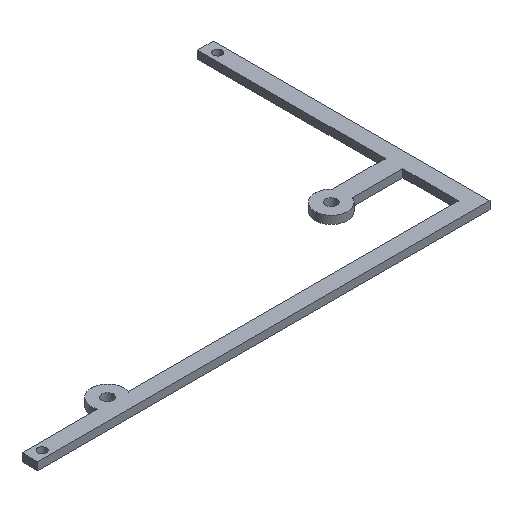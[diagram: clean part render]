
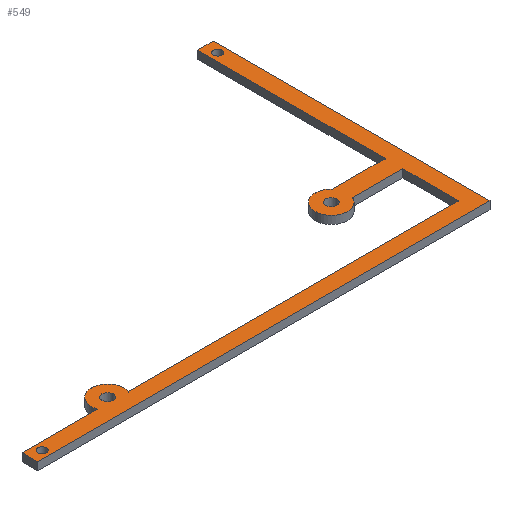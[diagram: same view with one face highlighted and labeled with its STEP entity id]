
A CAD part, isometric view. The second image highlights one B-rep face of the part: STEP entity #549.
In plain terms, the highlighted planar face has unit normal (0, 0, 1).
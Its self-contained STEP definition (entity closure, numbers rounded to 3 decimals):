
#62=CARTESIAN_POINT('',(67.329,1126.017,479.623));
#63=VERTEX_POINT('',#62);
#87=CARTESIAN_POINT('',(60.929,1126.017,479.623));
#88=VERTEX_POINT('',#87);
#89=CARTESIAN_POINT('',(64.129,1126.017,479.623));
#90=DIRECTION('',(-0.,0.,-1.));
#91=DIRECTION('',(-1.,0.,0.));
#92=AXIS2_PLACEMENT_3D('',#89,#90,#91);
#93=CIRCLE('',#92,3.2);
#94=EDGE_CURVE('',#88,#63,#93,.T.);
#96=CARTESIAN_POINT('',(64.129,1126.017,479.623));
#97=DIRECTION('',(-0.,0.,-1.));
#98=DIRECTION('',(-1.,0.,0.));
#99=AXIS2_PLACEMENT_3D('',#96,#97,#98);
#100=CIRCLE('',#99,3.2);
#101=EDGE_CURVE('',#63,#88,#100,.T.);
#113=CARTESIAN_POINT('',(227.329,1158.517,479.623));
#114=VERTEX_POINT('',#113);
#138=CARTESIAN_POINT('',(220.929,1158.517,479.623));
#139=VERTEX_POINT('',#138);
#140=CARTESIAN_POINT('',(224.129,1158.517,479.623));
#141=DIRECTION('',(-0.,0.,-1.));
#142=DIRECTION('',(-1.,0.,0.));
#143=AXIS2_PLACEMENT_3D('',#140,#141,#142);
#144=CIRCLE('',#143,3.2);
#145=EDGE_CURVE('',#139,#114,#144,.T.);
#147=CARTESIAN_POINT('',(224.129,1158.517,479.623));
#148=DIRECTION('',(-0.,0.,-1.));
#149=DIRECTION('',(-1.,0.,0.));
#150=AXIS2_PLACEMENT_3D('',#147,#148,#149);
#151=CIRCLE('',#150,3.2);
#152=EDGE_CURVE('',#114,#139,#151,.T.);
#162=CARTESIAN_POINT('',(12.331,1113.983,479.623));
#163=VERTEX_POINT('',#162);
#164=CARTESIAN_POINT('',(270.074,1113.983,479.623));
#165=VERTEX_POINT('',#164);
#166=CARTESIAN_POINT('',(12.331,1113.983,479.623));
#167=DIRECTION('',(1.,0.,-0.));
#168=VECTOR('',#167,257.743);
#169=LINE('',#166,#168);
#170=EDGE_CURVE('',#163,#165,#169,.T.);
#203=CARTESIAN_POINT('',(12.331,1122.983,479.623));
#204=VERTEX_POINT('',#203);
#205=CARTESIAN_POINT('',(12.331,1122.983,479.623));
#206=DIRECTION('',(0.,-1.,0.));
#207=VECTOR('',#206,9.);
#208=LINE('',#205,#207);
#209=EDGE_CURVE('',#204,#163,#208,.T.);
#234=CARTESIAN_POINT('',(55.444,1122.983,479.623));
#235=VERTEX_POINT('',#234);
#236=CARTESIAN_POINT('',(12.331,1122.983,479.623));
#237=DIRECTION('',(1.,0.,-0.));
#238=VECTOR('',#237,43.113);
#239=LINE('',#236,#238);
#240=EDGE_CURVE('',#204,#235,#239,.T.);
#264=CARTESIAN_POINT('',(64.129,1135.217,479.623));
#265=VERTEX_POINT('',#264);
#282=CARTESIAN_POINT('',(64.129,1126.017,479.623));
#283=DIRECTION('',(0.,0.,1.));
#284=DIRECTION('',(1.,0.,-0.));
#285=AXIS2_PLACEMENT_3D('',#282,#283,#284);
#286=CIRCLE('',#285,9.2);
#287=EDGE_CURVE('',#265,#235,#286,.T.);
#307=CARTESIAN_POINT('',(72.814,1122.983,479.623));
#308=VERTEX_POINT('',#307);
#315=CARTESIAN_POINT('',(261.074,1122.983,479.623));
#316=VERTEX_POINT('',#315);
#317=CARTESIAN_POINT('',(72.814,1122.983,479.623));
#318=DIRECTION('',(1.,0.,-0.));
#319=VECTOR('',#318,188.26);
#320=LINE('',#317,#319);
#321=EDGE_CURVE('',#308,#316,#320,.T.);
#346=CARTESIAN_POINT('',(261.074,1154.629,479.623));
#347=VERTEX_POINT('',#346);
#348=CARTESIAN_POINT('',(261.074,1122.983,479.623));
#349=DIRECTION('',(0.,1.,0.));
#350=VECTOR('',#349,31.647);
#351=LINE('',#348,#350);
#352=EDGE_CURVE('',#316,#347,#351,.T.);
#369=CARTESIAN_POINT('',(232.467,1154.629,479.623));
#370=VERTEX_POINT('',#369);
#371=CARTESIAN_POINT('',(232.467,1154.629,479.623));
#372=DIRECTION('',(1.,0.,-0.));
#373=VECTOR('',#372,28.607);
#374=LINE('',#371,#373);
#375=EDGE_CURVE('',#370,#347,#374,.T.);
#399=CARTESIAN_POINT('',(224.129,1167.717,479.623));
#400=VERTEX_POINT('',#399);
#417=CARTESIAN_POINT('',(224.129,1158.517,479.623));
#418=DIRECTION('',(0.,0.,1.));
#419=DIRECTION('',(1.,0.,-0.));
#420=AXIS2_PLACEMENT_3D('',#417,#418,#419);
#421=CIRCLE('',#420,9.2);
#422=EDGE_CURVE('',#400,#370,#421,.T.);
#442=CARTESIAN_POINT('',(230.936,1164.706,479.623));
#443=VERTEX_POINT('',#442);
#450=CARTESIAN_POINT('',(261.074,1164.706,479.623));
#451=VERTEX_POINT('',#450);
#452=CARTESIAN_POINT('',(230.936,1164.706,479.623));
#453=DIRECTION('',(1.,0.,-0.));
#454=VECTOR('',#453,30.138);
#455=LINE('',#452,#454);
#456=EDGE_CURVE('',#443,#451,#455,.T.);
#467=CARTESIAN_POINT('',(64.129,1281.017,479.623));
#468=DIRECTION('',(0.,0.,1.));
#469=DIRECTION('',(1.,0.,-0.));
#470=AXIS2_PLACEMENT_3D('',#467,#468,#469);
#471=PLANE('',#470);
#472=CARTESIAN_POINT('',(21.731,1118.483,479.623));
#473=VERTEX_POINT('',#472);
#474=CARTESIAN_POINT('',(19.331,1118.483,479.623));
#475=DIRECTION('',(0.,0.,1.));
#476=DIRECTION('',(1.,0.,-0.));
#477=AXIS2_PLACEMENT_3D('',#474,#475,#476);
#478=CIRCLE('',#477,2.4);
#479=EDGE_CURVE('',#473,#473,#478,.T.);
#480=ORIENTED_EDGE('',*,*,#479,.F.);
#481=EDGE_LOOP('',(#480));
#482=FACE_BOUND('',#481,.T.);
#483=CARTESIAN_POINT('',(267.974,1264.702,479.623));
#484=VERTEX_POINT('',#483);
#485=CARTESIAN_POINT('',(265.574,1264.702,479.623));
#486=DIRECTION('',(0.,0.,1.));
#487=DIRECTION('',(1.,0.,-0.));
#488=AXIS2_PLACEMENT_3D('',#485,#486,#487);
#489=CIRCLE('',#488,2.4);
#490=EDGE_CURVE('',#484,#484,#489,.T.);
#491=ORIENTED_EDGE('',*,*,#490,.F.);
#492=EDGE_LOOP('',(#491));
#493=FACE_BOUND('',#492,.T.);
#494=CARTESIAN_POINT('',(261.074,1271.702,479.623));
#495=VERTEX_POINT('',#494);
#496=CARTESIAN_POINT('',(270.074,1271.702,479.623));
#497=VERTEX_POINT('',#496);
#498=CARTESIAN_POINT('',(261.074,1271.702,479.623));
#499=DIRECTION('',(1.,0.,-0.));
#500=VECTOR('',#499,9.);
#501=LINE('',#498,#500);
#502=EDGE_CURVE('',#495,#497,#501,.T.);
#503=ORIENTED_EDGE('',*,*,#502,.F.);
#504=CARTESIAN_POINT('',(261.074,1164.706,479.623));
#505=DIRECTION('',(0.,1.,0.));
#506=VECTOR('',#505,106.996);
#507=LINE('',#504,#506);
#508=EDGE_CURVE('',#451,#495,#507,.T.);
#509=ORIENTED_EDGE('',*,*,#508,.F.);
#510=ORIENTED_EDGE('',*,*,#456,.F.);
#511=CARTESIAN_POINT('',(224.129,1158.517,479.623));
#512=DIRECTION('',(0.,0.,1.));
#513=DIRECTION('',(1.,0.,-0.));
#514=AXIS2_PLACEMENT_3D('',#511,#512,#513);
#515=CIRCLE('',#514,9.2);
#516=EDGE_CURVE('',#443,#400,#515,.T.);
#517=ORIENTED_EDGE('',*,*,#516,.T.);
#518=ORIENTED_EDGE('',*,*,#422,.T.);
#519=ORIENTED_EDGE('',*,*,#375,.T.);
#520=ORIENTED_EDGE('',*,*,#352,.F.);
#521=ORIENTED_EDGE('',*,*,#321,.F.);
#522=CARTESIAN_POINT('',(64.129,1126.017,479.623));
#523=DIRECTION('',(0.,0.,1.));
#524=DIRECTION('',(1.,0.,-0.));
#525=AXIS2_PLACEMENT_3D('',#522,#523,#524);
#526=CIRCLE('',#525,9.2);
#527=EDGE_CURVE('',#308,#265,#526,.T.);
#528=ORIENTED_EDGE('',*,*,#527,.T.);
#529=ORIENTED_EDGE('',*,*,#287,.T.);
#530=ORIENTED_EDGE('',*,*,#240,.F.);
#531=ORIENTED_EDGE('',*,*,#209,.T.);
#532=ORIENTED_EDGE('',*,*,#170,.T.);
#533=CARTESIAN_POINT('',(270.074,1271.702,479.623));
#534=DIRECTION('',(0.,-1.,0.));
#535=VECTOR('',#534,157.719);
#536=LINE('',#533,#535);
#537=EDGE_CURVE('',#497,#165,#536,.T.);
#538=ORIENTED_EDGE('',*,*,#537,.F.);
#539=EDGE_LOOP('',(#503,#509,#510,#517,#518,#519,#520,#521,#528,#529,#530,#531,#532,#538));
#540=FACE_BOUND('',#539,.T.);
#541=ORIENTED_EDGE('',*,*,#145,.T.);
#542=ORIENTED_EDGE('',*,*,#152,.T.);
#543=EDGE_LOOP('',(#541,#542));
#544=FACE_BOUND('',#543,.T.);
#545=ORIENTED_EDGE('',*,*,#94,.T.);
#546=ORIENTED_EDGE('',*,*,#101,.T.);
#547=EDGE_LOOP('',(#545,#546));
#548=FACE_BOUND('',#547,.T.);
#549=ADVANCED_FACE('',(#482,#493,#540,#544,#548),#471,.T.);
